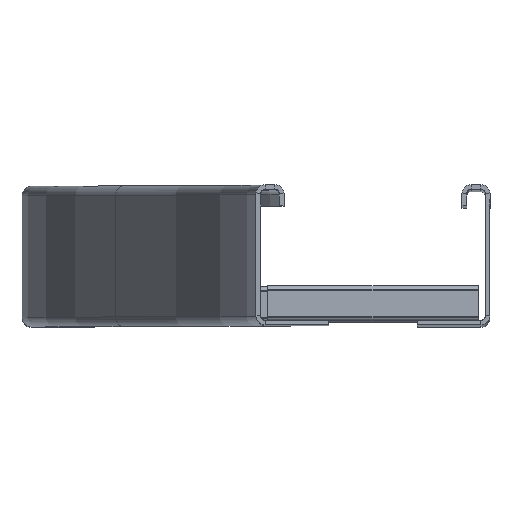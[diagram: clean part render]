
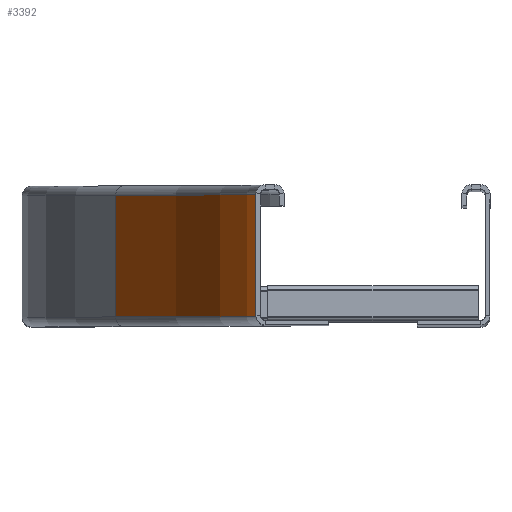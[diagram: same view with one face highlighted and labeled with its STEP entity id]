
A CAD part, top view. The second image highlights one B-rep face of the part: STEP entity #3392.
In plain terms, the highlighted cylindrical face has radius 300 mm (diameter 600 mm), a partial arc.
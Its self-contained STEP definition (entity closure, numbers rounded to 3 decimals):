
#115=CIRCLE('',#3729,300.);
#116=CIRCLE('',#3731,300.);
#196=CYLINDRICAL_SURFACE('',#3730,300.);
#260=FACE_OUTER_BOUND('',#475,.T.);
#475=EDGE_LOOP('',(#2364,#2365,#2366,#2367));
#725=LINE('',#5162,#1110);
#730=LINE('',#5216,#1115);
#1110=VECTOR('',#4112,10.);
#1115=VECTOR('',#4183,10.);
#1493=VERTEX_POINT('',#5155);
#1495=VERTEX_POINT('',#5161);
#1509=VERTEX_POINT('',#5209);
#1511=VERTEX_POINT('',#5215);
#1798=EDGE_CURVE('',#1495,#1493,#725,.T.);
#1824=EDGE_CURVE('',#1509,#1493,#115,.T.);
#1825=EDGE_CURVE('',#1511,#1509,#730,.T.);
#1826=EDGE_CURVE('',#1511,#1495,#116,.T.);
#2364=ORIENTED_EDGE('',*,*,#1825,.T.);
#2365=ORIENTED_EDGE('',*,*,#1824,.T.);
#2366=ORIENTED_EDGE('',*,*,#1798,.F.);
#2367=ORIENTED_EDGE('',*,*,#1826,.F.);
#3392=ADVANCED_FACE('',(#260),#196,.F.);
#3729=AXIS2_PLACEMENT_3D('',#5213,#4179,#4180);
#3730=AXIS2_PLACEMENT_3D('',#5214,#4181,#4182);
#3731=AXIS2_PLACEMENT_3D('',#5217,#4184,#4185);
#4112=DIRECTION('',(0.,1.,0.));
#4179=DIRECTION('center_axis',(0.,1.,0.));
#4180=DIRECTION('ref_axis',(1.,0.,0.));
#4181=DIRECTION('center_axis',(0.,1.,0.));
#4182=DIRECTION('ref_axis',(1.,0.,0.));
#4183=DIRECTION('',(0.,1.,0.));
#4184=DIRECTION('center_axis',(0.,1.,0.));
#4185=DIRECTION('ref_axis',(1.,0.,0.));
#5155=CARTESIAN_POINT('',(-91.,56.,-180.));
#5161=CARTESIAN_POINT('',(-91.,4.,-180.));
#5162=CARTESIAN_POINT('',(-91.,4.,-180.));
#5209=CARTESIAN_POINT('',(-31.,56.,0.));
#5213=CARTESIAN_POINT('Origin',(-331.,56.,0.));
#5214=CARTESIAN_POINT('Origin',(-331.,30.,0.));
#5215=CARTESIAN_POINT('',(-31.,4.,0.));
#5216=CARTESIAN_POINT('',(-31.,69.048,0.));
#5217=CARTESIAN_POINT('Origin',(-331.,4.,0.));
